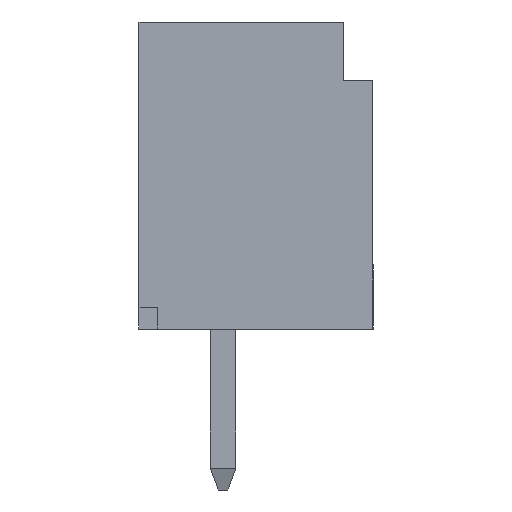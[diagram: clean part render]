
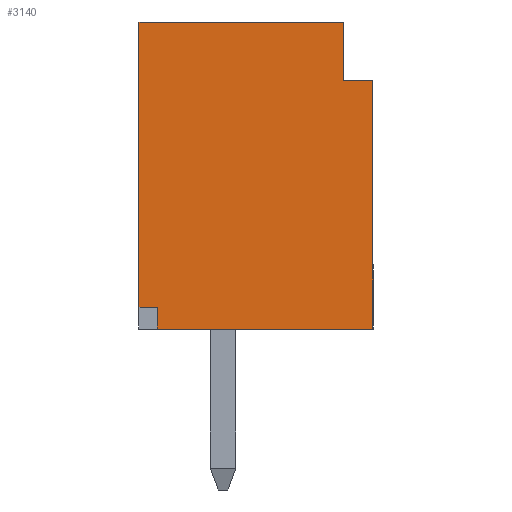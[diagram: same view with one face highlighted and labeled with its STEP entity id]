
A CAD part, left-side view. The second image highlights one B-rep face of the part: STEP entity #3140.
In plain terms, the highlighted planar face has unit normal (-1, 0, 0).
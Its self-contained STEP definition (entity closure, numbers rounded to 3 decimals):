
#83 = VECTOR ( 'NONE', #5578, 1000. ) ;
#89 = LINE ( 'NONE', #4964, #9655 ) ;
#237 = ORIENTED_EDGE ( 'NONE', *, *, #997, .F. ) ;
#298 = EDGE_CURVE ( 'NONE', #1003, #555, #89, .T. ) ;
#555 = VERTEX_POINT ( 'NONE', #9393 ) ;
#668 = DIRECTION ( 'NONE',  ( 0., 1., 0. ) ) ;
#681 = ORIENTED_EDGE ( 'NONE', *, *, #298, .F. ) ;
#997 = EDGE_CURVE ( 'NONE', #9073, #3711, #6359, .T. ) ;
#1003 = VERTEX_POINT ( 'NONE', #7128 ) ;
#1457 = PLANE ( 'NONE',  #4837 ) ;
#1466 = LINE ( 'NONE', #7087, #4918 ) ;
#1570 = CARTESIAN_POINT ( 'NONE',  ( -4.625, -1.2, 3.4 ) ) ;
#1609 = LINE ( 'NONE', #3274, #3795 ) ;
#1622 = DIRECTION ( 'NONE',  ( 0., 0., -1. ) ) ;
#1636 = EDGE_CURVE ( 'NONE', #7388, #5204, #1609, .T. ) ;
#1868 = VECTOR ( 'NONE', #8485, 1000. ) ;
#2011 = DIRECTION ( 'NONE',  ( 0., -1., 0. ) ) ;
#2092 = DIRECTION ( 'NONE',  ( 0., 0., -1. ) ) ;
#2342 = LINE ( 'NONE', #1570, #83 ) ;
#2380 = VECTOR ( 'NONE', #2011, 1000. ) ;
#2690 = CARTESIAN_POINT ( 'NONE',  ( -4.625, 1.6, 4.2 ) ) ;
#2824 = CARTESIAN_POINT ( 'NONE',  ( -4.625, 1.35, 0.3 ) ) ;
#3067 = VECTOR ( 'NONE', #7721, 1000. ) ;
#3140 = ADVANCED_FACE ( 'NONE', ( #4782 ), #1457, .F. ) ;
#3274 = CARTESIAN_POINT ( 'NONE',  ( -4.625, 1.35, 0.3 ) ) ;
#3545 = CARTESIAN_POINT ( 'NONE',  ( -4.625, 1.6, 0. ) ) ;
#3711 = VERTEX_POINT ( 'NONE', #8326 ) ;
#3795 = VECTOR ( 'NONE', #5974, 1000. ) ;
#3968 = VECTOR ( 'NONE', #2092, 1000. ) ;
#3978 = EDGE_CURVE ( 'NONE', #555, #9073, #2342, .T. ) ;
#4386 = LINE ( 'NONE', #3545, #3067 ) ;
#4782 = FACE_OUTER_BOUND ( 'NONE', #7423, .T. ) ;
#4837 = AXIS2_PLACEMENT_3D ( 'NONE', #8898, #7986, #668 ) ;
#4918 = VECTOR ( 'NONE', #1622, 1000. ) ;
#4964 = CARTESIAN_POINT ( 'NONE',  ( -4.625, -1.2, 4.2 ) ) ;
#5204 = VERTEX_POINT ( 'NONE', #10010 ) ;
#5460 = LINE ( 'NONE', #2824, #1868 ) ;
#5578 = DIRECTION ( 'NONE',  ( 0., -1., 0. ) ) ;
#5624 = EDGE_CURVE ( 'NONE', #7057, #3711, #4386, .T. ) ;
#5809 = ORIENTED_EDGE ( 'NONE', *, *, #5927, .F. ) ;
#5927 = EDGE_CURVE ( 'NONE', #9903, #1003, #6233, .T. ) ;
#5974 = DIRECTION ( 'NONE',  ( 0., 1., 0. ) ) ;
#6090 = ORIENTED_EDGE ( 'NONE', *, *, #1636, .F. ) ;
#6233 = LINE ( 'NONE', #7780, #2380 ) ;
#6359 = LINE ( 'NONE', #8728, #3968 ) ;
#6892 = EDGE_CURVE ( 'NONE', #7057, #7388, #5460, .T. ) ;
#7057 = VERTEX_POINT ( 'NONE', #9864 ) ;
#7087 = CARTESIAN_POINT ( 'NONE',  ( -4.625, 1.6, 1.3 ) ) ;
#7128 = CARTESIAN_POINT ( 'NONE',  ( -4.625, -1.2, 4.2 ) ) ;
#7388 = VERTEX_POINT ( 'NONE', #10053 ) ;
#7423 = EDGE_LOOP ( 'NONE', ( #10381, #6090, #8186, #9186, #237, #8070, #681, #5809 ) ) ;
#7721 = DIRECTION ( 'NONE',  ( 0., -1., 0. ) ) ;
#7780 = CARTESIAN_POINT ( 'NONE',  ( -4.625, 0., 4.2 ) ) ;
#7986 = DIRECTION ( 'NONE',  ( 1., 0., 0. ) ) ;
#8046 = EDGE_CURVE ( 'NONE', #9903, #5204, #1466, .T. ) ;
#8070 = ORIENTED_EDGE ( 'NONE', *, *, #3978, .F. ) ;
#8186 = ORIENTED_EDGE ( 'NONE', *, *, #6892, .F. ) ;
#8240 = CARTESIAN_POINT ( 'NONE',  ( -4.625, -1.6, 3.4 ) ) ;
#8326 = CARTESIAN_POINT ( 'NONE',  ( -4.625, -1.6, 0. ) ) ;
#8485 = DIRECTION ( 'NONE',  ( 0., 0., 1. ) ) ;
#8728 = CARTESIAN_POINT ( 'NONE',  ( -4.625, -1.6, 1.3 ) ) ;
#8898 = CARTESIAN_POINT ( 'NONE',  ( -4.625, 1.6, 1.3 ) ) ;
#9056 = DIRECTION ( 'NONE',  ( 0., 0., -1. ) ) ;
#9073 = VERTEX_POINT ( 'NONE', #8240 ) ;
#9186 = ORIENTED_EDGE ( 'NONE', *, *, #5624, .T. ) ;
#9393 = CARTESIAN_POINT ( 'NONE',  ( -4.625, -1.2, 3.4 ) ) ;
#9655 = VECTOR ( 'NONE', #9056, 1000. ) ;
#9864 = CARTESIAN_POINT ( 'NONE',  ( -4.625, 1.35, 0. ) ) ;
#9903 = VERTEX_POINT ( 'NONE', #2690 ) ;
#10010 = CARTESIAN_POINT ( 'NONE',  ( -4.625, 1.6, 0.3 ) ) ;
#10053 = CARTESIAN_POINT ( 'NONE',  ( -4.625, 1.35, 0.3 ) ) ;
#10381 = ORIENTED_EDGE ( 'NONE', *, *, #8046, .T. ) ;
